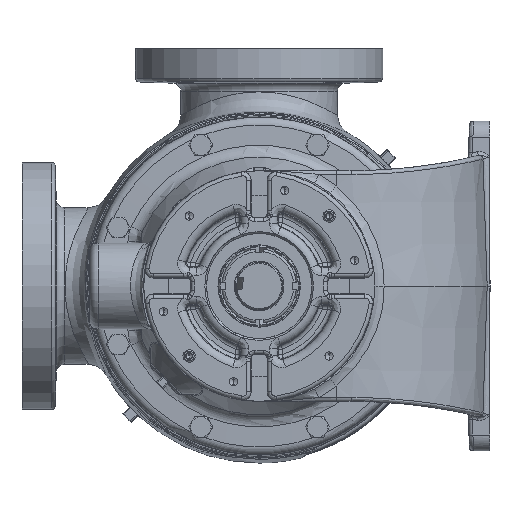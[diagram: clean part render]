
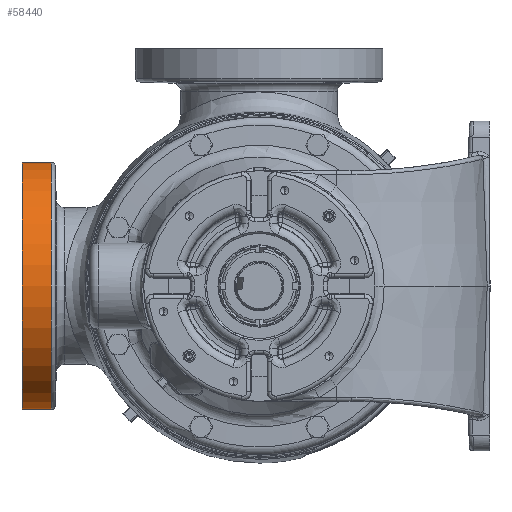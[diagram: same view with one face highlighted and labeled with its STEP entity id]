
A CAD part, left-side view. The second image highlights one B-rep face of the part: STEP entity #58440.
In plain terms, the highlighted cylindrical face has radius 95.25 mm (diameter 190.5 mm), a partial arc.
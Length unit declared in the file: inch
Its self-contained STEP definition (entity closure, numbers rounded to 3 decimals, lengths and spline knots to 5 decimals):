
#8096 = DIRECTION ( 'NONE',  ( 0., 0., -1. ) ) ;
#15209 = CYLINDRICAL_SURFACE ( 'NONE', #101219, 3.75 ) ;
#15251 = DIRECTION ( 'NONE',  ( 0., 1., 0. ) ) ;
#15568 = ORIENTED_EDGE ( 'NONE', *, *, #109805, .T. ) ;
#16086 = CARTESIAN_POINT ( 'NONE',  ( 4.515, 6.30588, 3.75 ) ) ;
#17755 = CARTESIAN_POINT ( 'NONE',  ( 4.515, 7.44095, 3.75 ) ) ;
#22938 = CIRCLE ( 'NONE', #111882, 3.75 ) ;
#28353 = DIRECTION ( 'NONE',  ( 0., 0., 1. ) ) ;
#33255 = EDGE_CURVE ( 'NONE', #114430, #119272, #164461, .T. ) ;
#43155 = LINE ( 'NONE', #58575, #146654 ) ;
#49579 = VERTEX_POINT ( 'NONE', #16086 ) ;
#58440 = ADVANCED_FACE ( 'NONE', ( #153363 ), #15209, .T. ) ;
#58575 = CARTESIAN_POINT ( 'NONE',  ( 4.515, 7.44095, -3.75 ) ) ;
#60024 = DIRECTION ( 'NONE',  ( 0., 1., 0. ) ) ;
#62353 = ORIENTED_EDGE ( 'NONE', *, *, #110250, .F. ) ;
#63063 = VERTEX_POINT ( 'NONE', #168462 ) ;
#76862 = CARTESIAN_POINT ( 'NONE',  ( 4.515, 7.19, -3.75 ) ) ;
#79294 = ORIENTED_EDGE ( 'NONE', *, *, #33255, .F. ) ;
#86124 = DIRECTION ( 'NONE',  ( 0., 1., 0. ) ) ;
#88158 = AXIS2_PLACEMENT_3D ( 'NONE', #137727, #60024, #150750 ) ;
#92817 = LINE ( 'NONE', #17755, #157639 ) ;
#98503 = DIRECTION ( 'NONE',  ( 0., 1., 0. ) ) ;
#101219 = AXIS2_PLACEMENT_3D ( 'NONE', #106230, #15251, #28353 ) ;
#103735 = EDGE_CURVE ( 'NONE', #49579, #119272, #92817, .T. ) ;
#103781 = EDGE_LOOP ( 'NONE', ( #62353, #15568, #153184, #79294 ) ) ;
#106230 = CARTESIAN_POINT ( 'NONE',  ( 4.515, 7.44095, 0. ) ) ;
#109449 = CARTESIAN_POINT ( 'NONE',  ( 4.515, 7.19, 3.75 ) ) ;
#109805 = EDGE_CURVE ( 'NONE', #63063, #49579, #22938, .T. ) ;
#110250 = EDGE_CURVE ( 'NONE', #63063, #114430, #43155, .T. ) ;
#111882 = AXIS2_PLACEMENT_3D ( 'NONE', #163708, #86124, #8096 ) ;
#114430 = VERTEX_POINT ( 'NONE', #76862 ) ;
#119272 = VERTEX_POINT ( 'NONE', #109449 ) ;
#137727 = CARTESIAN_POINT ( 'NONE',  ( 4.515, 7.19, 0. ) ) ;
#146654 = VECTOR ( 'NONE', #98503, 39.37008 ) ;
#150750 = DIRECTION ( 'NONE',  ( 0., 0., -1. ) ) ;
#153184 = ORIENTED_EDGE ( 'NONE', *, *, #103735, .T. ) ;
#153363 = FACE_OUTER_BOUND ( 'NONE', #103781, .T. ) ;
#157639 = VECTOR ( 'NONE', #160238, 39.37008 ) ;
#160238 = DIRECTION ( 'NONE',  ( 0., 1., 0. ) ) ;
#163708 = CARTESIAN_POINT ( 'NONE',  ( 4.515, 6.30588, 0. ) ) ;
#164461 = CIRCLE ( 'NONE', #88158, 3.75 ) ;
#168462 = CARTESIAN_POINT ( 'NONE',  ( 4.515, 6.30588, -3.75 ) ) ;
